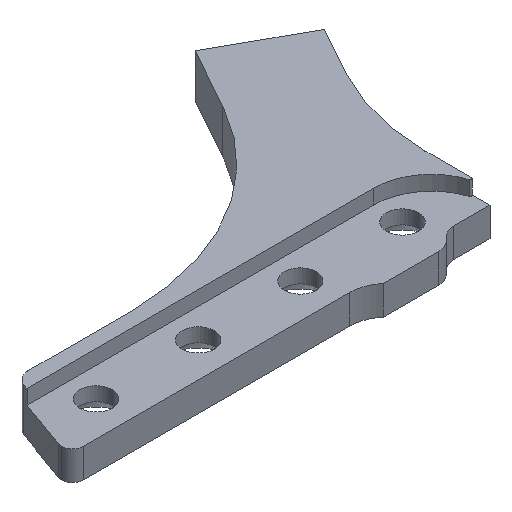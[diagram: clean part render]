
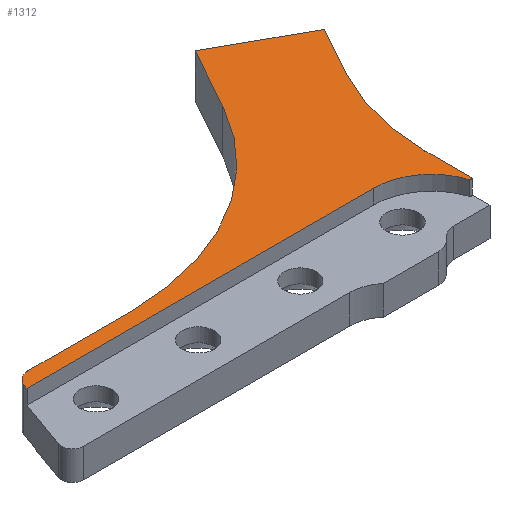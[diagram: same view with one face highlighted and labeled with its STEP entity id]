
A CAD part, isometric view. The second image highlights one B-rep face of the part: STEP entity #1312.
In plain terms, the highlighted planar face has unit normal (0, 0, 1).
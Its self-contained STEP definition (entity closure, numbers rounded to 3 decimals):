
#19 = VERTEX_POINT ( 'NONE', #881 ) ;
#28 = DIRECTION ( 'NONE',  ( 1., 0., 0. ) ) ;
#42 = DIRECTION ( 'NONE',  ( -1., 0., 0. ) ) ;
#48 = DIRECTION ( 'NONE',  ( 0., 0., -1. ) ) ;
#53 = CARTESIAN_POINT ( 'NONE',  ( 19.8, 8.53, 6. ) ) ;
#54 = ORIENTED_EDGE ( 'NONE', *, *, #778, .F. ) ;
#62 = CARTESIAN_POINT ( 'NONE',  ( 12., 6., 6. ) ) ;
#70 = CARTESIAN_POINT ( 'NONE',  ( 5.685, -3.151, 6. ) ) ;
#143 = VERTEX_POINT ( 'NONE', #695 ) ;
#145 = ORIENTED_EDGE ( 'NONE', *, *, #905, .T. ) ;
#172 = VERTEX_POINT ( 'NONE', #1214 ) ;
#173 = VERTEX_POINT ( 'NONE', #1114 ) ;
#177 = DIRECTION ( 'NONE',  ( -0.485, -0.875, 0. ) ) ;
#190 = LINE ( 'NONE', #606, #699 ) ;
#220 = DIRECTION ( 'NONE',  ( 0., -1., 0. ) ) ;
#222 = VECTOR ( 'NONE', #177, 1000. ) ;
#231 = VERTEX_POINT ( 'NONE', #592 ) ;
#237 = VERTEX_POINT ( 'NONE', #1226 ) ;
#242 = VECTOR ( 'NONE', #1192, 1000. ) ;
#251 = ORIENTED_EDGE ( 'NONE', *, *, #286, .F. ) ;
#267 = CARTESIAN_POINT ( 'NONE',  ( -35.809, 13.034, 6. ) ) ;
#273 = CARTESIAN_POINT ( 'NONE',  ( 50., 14.915, 6. ) ) ;
#286 = EDGE_CURVE ( 'NONE', #143, #173, #470, .T. ) ;
#289 = CARTESIAN_POINT ( 'NONE',  ( 11.432, 34.032, 6. ) ) ;
#299 = EDGE_CURVE ( 'NONE', #237, #926, #334, .T. ) ;
#300 = CIRCLE ( 'NONE', #872, 2. ) ;
#308 = FACE_OUTER_BOUND ( 'NONE', #838, .T. ) ;
#311 = CARTESIAN_POINT ( 'NONE',  ( 0., 0., 6. ) ) ;
#318 = VECTOR ( 'NONE', #42, 1000. ) ;
#334 = CIRCLE ( 'NONE', #1148, 8. ) ;
#343 = EDGE_CURVE ( 'NONE', #1262, #173, #501, .T. ) ;
#351 = DIRECTION ( 'NONE',  ( 1., 0., 0. ) ) ;
#357 = DIRECTION ( 'NONE',  ( 1., 0., 0. ) ) ;
#367 = ORIENTED_EDGE ( 'NONE', *, *, #642, .F. ) ;
#374 = CARTESIAN_POINT ( 'NONE',  ( -5.685, 3.151, 6. ) ) ;
#380 = CARTESIAN_POINT ( 'NONE',  ( 21.816, 39.358, 6. ) ) ;
#390 = AXIS2_PLACEMENT_3D ( 'NONE', #273, #675, #351 ) ;
#392 = DIRECTION ( 'NONE',  ( -1., 0., 0. ) ) ;
#430 = VERTEX_POINT ( 'NONE', #289 ) ;
#438 = DIRECTION ( 'NONE',  ( 0., 0., 1. ) ) ;
#439 = VERTEX_POINT ( 'NONE', #907 ) ;
#470 = LINE ( 'NONE', #70, #222 ) ;
#471 = AXIS2_PLACEMENT_3D ( 'NONE', #53, #438, #842 ) ;
#476 = LINE ( 'NONE', #380, #242 ) ;
#501 = CIRCLE ( 'NONE', #390, 30. ) ;
#550 = VERTEX_POINT ( 'NONE', #1246 ) ;
#592 = CARTESIAN_POINT ( 'NONE',  ( -35.209, 14.684, 6. ) ) ;
#606 = CARTESIAN_POINT ( 'NONE',  ( 0., 16., 6. ) ) ;
#616 = EDGE_CURVE ( 'NONE', #1262, #439, #940, .T. ) ;
#627 = CARTESIAN_POINT ( 'NONE',  ( -33.329, 14., 6. ) ) ;
#628 = ORIENTED_EDGE ( 'NONE', *, *, #299, .F. ) ;
#630 = VECTOR ( 'NONE', #1102, 1000. ) ;
#642 = EDGE_CURVE ( 'NONE', #926, #172, #965, .T. ) ;
#652 = ORIENTED_EDGE ( 'NONE', *, *, #859, .T. ) ;
#665 = DIRECTION ( 'NONE',  ( -0.342, -0.94, 0. ) ) ;
#675 = DIRECTION ( 'NONE',  ( 0., 0., -1. ) ) ;
#695 = CARTESIAN_POINT ( 'NONE',  ( 27.501, 36.207, 6. ) ) ;
#699 = VECTOR ( 'NONE', #392, 1000. ) ;
#713 = PLANE ( 'NONE',  #1127 ) ;
#718 = DIRECTION ( 'NONE',  ( 0., 0., 1. ) ) ;
#743 = EDGE_CURVE ( 'NONE', #19, #231, #300, .T. ) ;
#778 = EDGE_CURVE ( 'NONE', #430, #550, #884, .T. ) ;
#791 = ORIENTED_EDGE ( 'NONE', *, *, #616, .F. ) ;
#798 = ORIENTED_EDGE ( 'NONE', *, *, #989, .T. ) ;
#799 = ORIENTED_EDGE ( 'NONE', *, *, #1105, .T. ) ;
#824 = AXIS2_PLACEMENT_3D ( 'NONE', #1065, #48, #1280 ) ;
#828 = EDGE_CURVE ( 'NONE', #550, #143, #476, .T. ) ;
#838 = EDGE_LOOP ( 'NONE', ( #628, #145, #791, #882, #251, #1288, #54, #798, #799, #1216, #652, #367 ) ) ;
#842 = DIRECTION ( 'NONE',  ( 1., 0., 0. ) ) ;
#859 = EDGE_CURVE ( 'NONE', #231, #172, #1186, .T. ) ;
#862 = DIRECTION ( 'NONE',  ( 0., 0., 1. ) ) ;
#872 = AXIS2_PLACEMENT_3D ( 'NONE', #627, #1048, #28 ) ;
#881 = CARTESIAN_POINT ( 'NONE',  ( -33.329, 16., 6. ) ) ;
#882 = ORIENTED_EDGE ( 'NONE', *, *, #343, .T. ) ;
#884 = LINE ( 'NONE', #374, #630 ) ;
#905 = EDGE_CURVE ( 'NONE', #237, #439, #1123, .T. ) ;
#907 = CARTESIAN_POINT ( 'NONE',  ( 20., 8.53, 6. ) ) ;
#926 = VERTEX_POINT ( 'NONE', #1045 ) ;
#931 = CARTESIAN_POINT ( 'NONE',  ( 20., 14.915, 6. ) ) ;
#940 = LINE ( 'NONE', #957, #1007 ) ;
#949 = CARTESIAN_POINT ( 'NONE',  ( -19.179, 16., 6. ) ) ;
#957 = CARTESIAN_POINT ( 'NONE',  ( 20., 0., 6. ) ) ;
#965 = LINE ( 'NONE', #1259, #318 ) ;
#989 = EDGE_CURVE ( 'NONE', #430, #1238, #1110, .T. ) ;
#1007 = VECTOR ( 'NONE', #220, 1000. ) ;
#1045 = CARTESIAN_POINT ( 'NONE',  ( 12., 14., 6. ) ) ;
#1048 = DIRECTION ( 'NONE',  ( 0., 0., 1. ) ) ;
#1065 = CARTESIAN_POINT ( 'NONE',  ( -19.179, 51., 6. ) ) ;
#1102 = DIRECTION ( 'NONE',  ( 0.485, 0.875, 0. ) ) ;
#1105 = EDGE_CURVE ( 'NONE', #1238, #19, #190, .T. ) ;
#1110 = CIRCLE ( 'NONE', #824, 35. ) ;
#1114 = CARTESIAN_POINT ( 'NONE',  ( 23.761, 29.459, 6. ) ) ;
#1123 = CIRCLE ( 'NONE', #471, 0.2 ) ;
#1127 = AXIS2_PLACEMENT_3D ( 'NONE', #311, #718, #1222 ) ;
#1148 = AXIS2_PLACEMENT_3D ( 'NONE', #62, #862, #357 ) ;
#1186 = LINE ( 'NONE', #267, #1307 ) ;
#1192 = DIRECTION ( 'NONE',  ( 0.875, -0.485, 0. ) ) ;
#1214 = CARTESIAN_POINT ( 'NONE',  ( -35.457, 14., 6. ) ) ;
#1216 = ORIENTED_EDGE ( 'NONE', *, *, #743, .T. ) ;
#1222 = DIRECTION ( 'NONE',  ( 1., 0., 0. ) ) ;
#1226 = CARTESIAN_POINT ( 'NONE',  ( 19.61, 8.468, 6. ) ) ;
#1238 = VERTEX_POINT ( 'NONE', #949 ) ;
#1246 = CARTESIAN_POINT ( 'NONE',  ( 16.131, 42.509, 6. ) ) ;
#1259 = CARTESIAN_POINT ( 'NONE',  ( -35.457, 14., 6. ) ) ;
#1262 = VERTEX_POINT ( 'NONE', #931 ) ;
#1280 = DIRECTION ( 'NONE',  ( 1., 0., 0. ) ) ;
#1288 = ORIENTED_EDGE ( 'NONE', *, *, #828, .F. ) ;
#1307 = VECTOR ( 'NONE', #665, 1000. ) ;
#1312 = ADVANCED_FACE ( 'NONE', ( #308 ), #713, .T. ) ;
